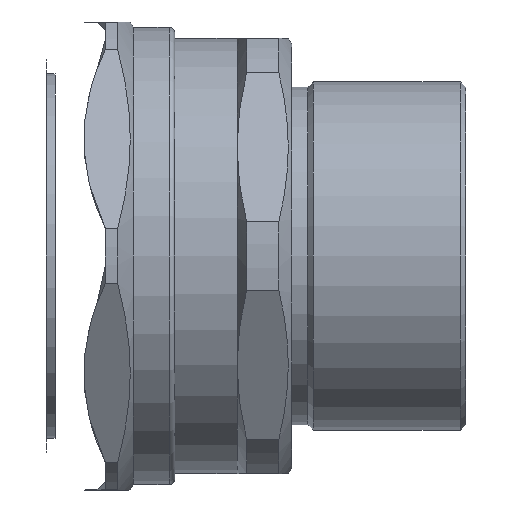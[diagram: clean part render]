
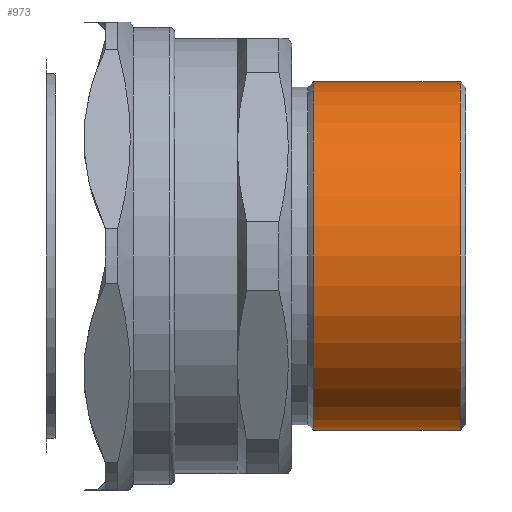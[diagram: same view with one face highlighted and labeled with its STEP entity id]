
A CAD part, left-side view. The second image highlights one B-rep face of the part: STEP entity #973.
In plain terms, the highlighted cylindrical face has radius 16 mm (diameter 32 mm), a full revolution.
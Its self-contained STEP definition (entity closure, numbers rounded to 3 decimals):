
#100=LINE('',#1700,#136);
#136=VECTOR('',#1288,16.);
#163=CYLINDRICAL_SURFACE('',#1080,16.);
#286=FACE_OUTER_BOUND('',#346,.T.);
#346=EDGE_LOOP('',(#774,#775,#776,#777));
#410=CIRCLE('',#1079,16.);
#411=CIRCLE('',#1081,16.);
#487=VERTEX_POINT('',#1694);
#488=VERTEX_POINT('',#1698);
#594=EDGE_CURVE('',#487,#487,#410,.T.);
#596=EDGE_CURVE('',#488,#488,#411,.T.);
#597=EDGE_CURVE('',#488,#487,#100,.T.);
#774=ORIENTED_EDGE('',*,*,#596,.F.);
#775=ORIENTED_EDGE('',*,*,#597,.T.);
#776=ORIENTED_EDGE('',*,*,#594,.T.);
#777=ORIENTED_EDGE('',*,*,#597,.F.);
#973=ADVANCED_FACE('',(#286),#163,.T.);
#1079=AXIS2_PLACEMENT_3D('',#1695,#1281,#1282);
#1080=AXIS2_PLACEMENT_3D('',#1697,#1284,#1285);
#1081=AXIS2_PLACEMENT_3D('',#1699,#1286,#1287);
#1281=DIRECTION('center_axis',(0.,1.,0.));
#1282=DIRECTION('ref_axis',(-1.,0.,0.));
#1284=DIRECTION('center_axis',(0.,1.,0.));
#1285=DIRECTION('ref_axis',(-1.,0.,0.));
#1286=DIRECTION('center_axis',(0.,1.,0.));
#1287=DIRECTION('ref_axis',(-1.,0.,0.));
#1288=DIRECTION('',(0.,-1.,0.));
#1694=CARTESIAN_POINT('',(214.409,26.269,177.166));
#1695=CARTESIAN_POINT('Origin',(198.409,26.269,177.166));
#1697=CARTESIAN_POINT('Origin',(198.409,33.019,177.166));
#1698=CARTESIAN_POINT('',(214.409,39.769,177.166));
#1699=CARTESIAN_POINT('Origin',(198.409,39.769,177.166));
#1700=CARTESIAN_POINT('',(214.409,33.019,177.166));
